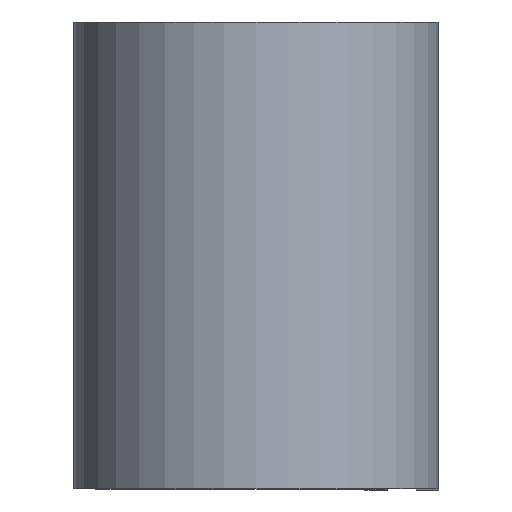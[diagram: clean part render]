
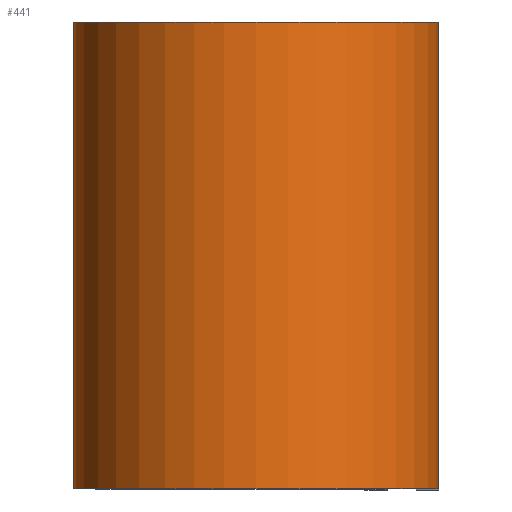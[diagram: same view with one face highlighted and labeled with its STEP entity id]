
A CAD part, top view. The second image highlights one B-rep face of the part: STEP entity #441.
In plain terms, the highlighted cylindrical face has radius 9.944 mm (diameter 19.888 mm), a partial arc.
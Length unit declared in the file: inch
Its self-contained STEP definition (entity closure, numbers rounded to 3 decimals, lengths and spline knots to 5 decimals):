
#23 = ORIENTED_EDGE ( 'NONE', *, *, #291, .T. ) ;
#58 = EDGE_LOOP ( 'NONE', ( #23, #174, #461, #624 ) ) ;
#59 = CARTESIAN_POINT ( 'NONE',  ( 0.3915, 0.5, 0. ) ) ;
#73 = DIRECTION ( 'NONE',  ( 0., -1., 0. ) ) ;
#89 = CARTESIAN_POINT ( 'NONE',  ( 0.3915, -0.5, 0. ) ) ;
#174 = ORIENTED_EDGE ( 'NONE', *, *, #398, .F. ) ;
#177 = CIRCLE ( 'NONE', #221, 0.3915 ) ;
#184 = DIRECTION ( 'NONE',  ( 1., 0., 0. ) ) ;
#191 = DIRECTION ( 'NONE',  ( 0., 1., 0. ) ) ;
#201 = CYLINDRICAL_SURFACE ( 'NONE', #555, 0.3915 ) ;
#202 = LINE ( 'NONE', #547, #553 ) ;
#221 = AXIS2_PLACEMENT_3D ( 'NONE', #261, #229, #184 ) ;
#229 = DIRECTION ( 'NONE',  ( 0., 1., 0. ) ) ;
#239 = CARTESIAN_POINT ( 'NONE',  ( 0., -0.5, 0. ) ) ;
#241 = FACE_OUTER_BOUND ( 'NONE', #58, .T. ) ;
#261 = CARTESIAN_POINT ( 'NONE',  ( 0., 0.5, 0. ) ) ;
#291 = EDGE_CURVE ( 'NONE', #525, #452, #593, .T. ) ;
#339 = CARTESIAN_POINT ( 'NONE',  ( 0.3915, 0.5, 0. ) ) ;
#341 = DIRECTION ( 'NONE',  ( 1., 0., 0. ) ) ;
#386 = VECTOR ( 'NONE', #73, 39.37008 ) ;
#389 = LINE ( 'NONE', #339, #386 ) ;
#398 = EDGE_CURVE ( 'NONE', #409, #452, #389, .T. ) ;
#409 = VERTEX_POINT ( 'NONE', #59 ) ;
#425 = CARTESIAN_POINT ( 'NONE',  ( 0., 0.5, -0.3915 ) ) ;
#441 = ADVANCED_FACE ( 'NONE', ( #241 ), #201, .T. ) ;
#452 = VERTEX_POINT ( 'NONE', #89 ) ;
#454 = CARTESIAN_POINT ( 'NONE',  ( 0., 0.5, 0. ) ) ;
#460 = DIRECTION ( 'NONE',  ( 0., 0., -1. ) ) ;
#461 = ORIENTED_EDGE ( 'NONE', *, *, #558, .F. ) ;
#476 = DIRECTION ( 'NONE',  ( 0., -1., 0. ) ) ;
#483 = VERTEX_POINT ( 'NONE', #425 ) ;
#525 = VERTEX_POINT ( 'NONE', #545 ) ;
#542 = AXIS2_PLACEMENT_3D ( 'NONE', #239, #191, #341 ) ;
#545 = CARTESIAN_POINT ( 'NONE',  ( 0., -0.5, -0.3915 ) ) ;
#547 = CARTESIAN_POINT ( 'NONE',  ( 0., 0.5, -0.3915 ) ) ;
#553 = VECTOR ( 'NONE', #615, 39.37008 ) ;
#555 = AXIS2_PLACEMENT_3D ( 'NONE', #454, #476, #460 ) ;
#558 = EDGE_CURVE ( 'NONE', #483, #409, #177, .T. ) ;
#593 = CIRCLE ( 'NONE', #542, 0.3915 ) ;
#615 = DIRECTION ( 'NONE',  ( 0., -1., 0. ) ) ;
#624 = ORIENTED_EDGE ( 'NONE', *, *, #632, .T. ) ;
#632 = EDGE_CURVE ( 'NONE', #483, #525, #202, .T. ) ;
